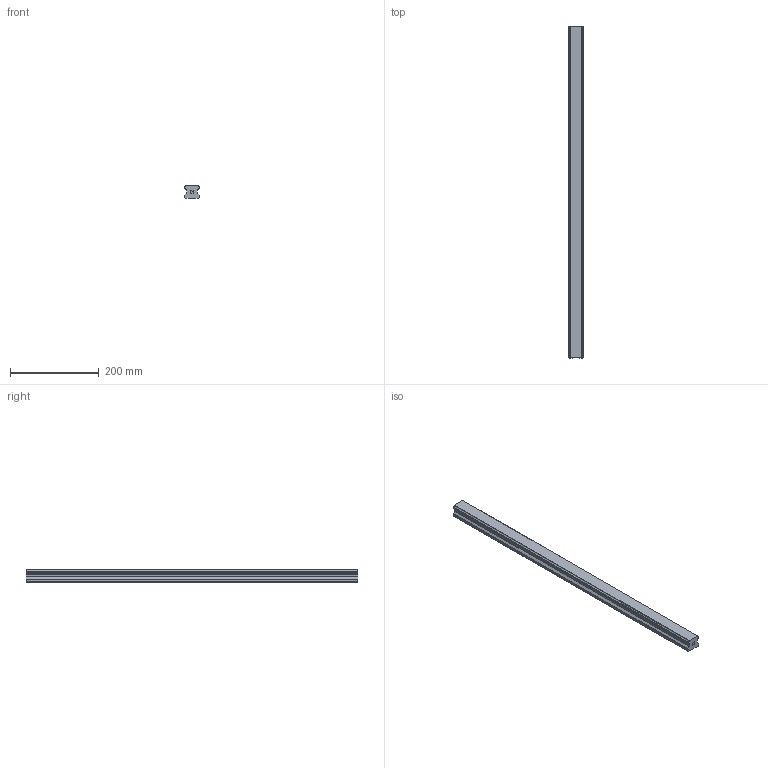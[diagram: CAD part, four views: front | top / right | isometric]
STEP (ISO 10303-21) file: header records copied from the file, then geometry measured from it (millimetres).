
FILE_DESCRIPTION(('STEP AP214'),'1');
FILE_NAME('cctmp_CB8C0DA3-051C-46A6-BFCE-AE0AD1908C1A_2021_01_27_11_03_26_0025..stp','2021-01-27T10:03:26',('HIWIN GmbH'),('CADClick - www.CADClick.com'),'Spatial InterOp 3D',' ','unknown authorization');
FILE_SCHEMA(('AUTOMOTIVE_DESIGN'));
Length unit declared in the file: millimetre
Products named in the file (1): HGR35T750C_FILE
Bounding box: 34 x 750 x 29 mm (x, y, z)
Volume: 632201.9 mm3; surface area: 103109.8 mm2
Topology: 1 solids, 1 shells, 155 faces, 427 edges, 268 vertices
Faces by surface type: plane 93, cylinder 42, cone 20
Entity records: 6009 total; most frequent: CARTESIAN_POINT 831, ORIENTED_EDGE 814, DIRECTION 803, EDGE_CURVE 407, LINE 323, VECTOR 323, VERTEX_POINT 268, AXIS2_PLACEMENT_3D 240
